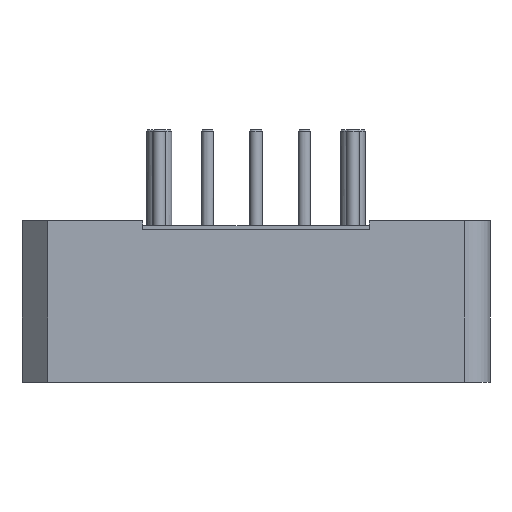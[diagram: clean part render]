
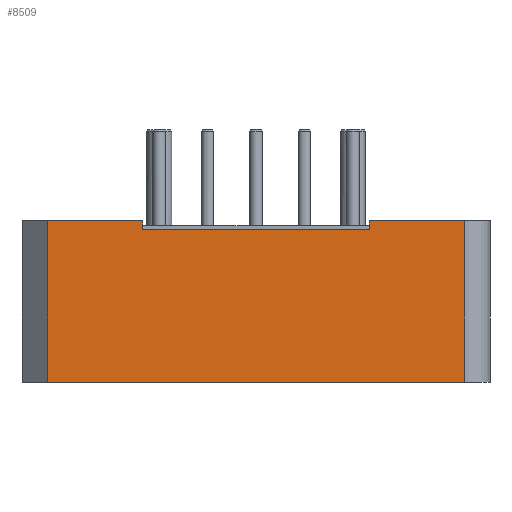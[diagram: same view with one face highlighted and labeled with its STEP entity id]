
A CAD part, left-side view. The second image highlights one B-rep face of the part: STEP entity #8509.
In plain terms, the highlighted planar face has unit normal (-1, 0, 0).
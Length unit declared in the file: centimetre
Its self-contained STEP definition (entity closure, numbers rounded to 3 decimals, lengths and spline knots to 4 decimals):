
#410=PLANE('',#9168);
#1434=VERTEX_POINT('',#14145);
#1435=VERTEX_POINT('',#14147);
#1436=VERTEX_POINT('',#14151);
#1437=VERTEX_POINT('',#14153);
#1438=VERTEX_POINT('',#14155);
#1439=VERTEX_POINT('',#14157);
#1440=VERTEX_POINT('',#14159);
#1441=VERTEX_POINT('',#14161);
#2312=VECTOR('',#10954,1.);
#2313=VECTOR('',#10956,1.);
#2314=VECTOR('',#10957,1.);
#2315=VECTOR('',#10958,1.);
#2316=VECTOR('',#10959,1.);
#2317=VECTOR('',#10960,1.);
#2318=VECTOR('',#10961,1.);
#3201=LINE('',#14148,#2312);
#3202=LINE('',#14150,#2313);
#3203=LINE('',#14152,#2314);
#3204=LINE('',#14154,#2315);
#3205=LINE('',#14156,#2316);
#3206=LINE('',#14158,#2317);
#3207=LINE('',#14160,#2318);
#4351=EDGE_CURVE('',#1435,#1434,#3201,.T.);
#4352=EDGE_CURVE('',#1435,#1436,#3202,.T.);
#4353=EDGE_CURVE('',#1437,#1436,#3203,.T.);
#4354=EDGE_CURVE('',#1437,#1438,#3204,.T.);
#4355=EDGE_CURVE('',#1438,#1439,#3205,.T.);
#4356=EDGE_CURVE('',#1439,#1440,#3206,.T.);
#4357=EDGE_CURVE('',#1440,#1441,#3207,.T.);
#4358=EDGE_CURVE('',#1441,#1434,#3204,.T.);
#6529=ORIENTED_EDGE('',*,*,#4351,.F.);
#6530=ORIENTED_EDGE('',*,*,#4352,.T.);
#6531=ORIENTED_EDGE('',*,*,#4353,.F.);
#6532=ORIENTED_EDGE('',*,*,#4354,.T.);
#6533=ORIENTED_EDGE('',*,*,#4355,.T.);
#6534=ORIENTED_EDGE('',*,*,#4356,.T.);
#6535=ORIENTED_EDGE('',*,*,#4357,.T.);
#6536=ORIENTED_EDGE('',*,*,#4358,.T.);
#7398=EDGE_LOOP('',(#6529,#6530,#6531,#6532,#6533,#6534,#6535,#6536));
#8024=FACE_BOUND('',#7398,.T.);
#8509=ADVANCED_FACE('',(#8024),#410,.T.);
#9168=AXIS2_PLACEMENT_3D('',#14149,#10955,$);
#10954=DIRECTION('',(0.,0.,1.));
#10955=DIRECTION('',(-1.,0.,0.));
#10956=DIRECTION('',(0.,-1.,0.));
#10957=DIRECTION('',(0.,0.,-1.));
#10958=DIRECTION('',(0.,1.,0.));
#10959=DIRECTION('',(0.,0.,-1.));
#10960=DIRECTION('',(0.,1.,0.));
#10961=DIRECTION('',(0.,0.,1.));
#14145=CARTESIAN_POINT('',(-2.895,1.64,1.27));
#14147=CARTESIAN_POINT('',(-2.895,1.64,0.));
#14148=CARTESIAN_POINT('',(-2.895,1.64,0.));
#14149=CARTESIAN_POINT('',(-2.895,0.,0.));
#14150=CARTESIAN_POINT('',(-2.895,1.84,0.));
#14151=CARTESIAN_POINT('',(-2.895,-1.64,0.));
#14152=CARTESIAN_POINT('',(-2.895,-1.64,0.));
#14153=CARTESIAN_POINT('',(-2.895,-1.64,1.27));
#14154=CARTESIAN_POINT('',(-2.895,1.84,1.27));
#14155=CARTESIAN_POINT('',(-2.895,-0.89,1.27));
#14156=CARTESIAN_POINT('',(-2.895,-0.89,0.635));
#14157=CARTESIAN_POINT('',(-2.895,-0.89,1.2));
#14158=CARTESIAN_POINT('',(-2.895,0.,1.2));
#14159=CARTESIAN_POINT('',(-2.895,0.89,1.2));
#14160=CARTESIAN_POINT('',(-2.895,0.89,0.635));
#14161=CARTESIAN_POINT('',(-2.895,0.89,1.27));
